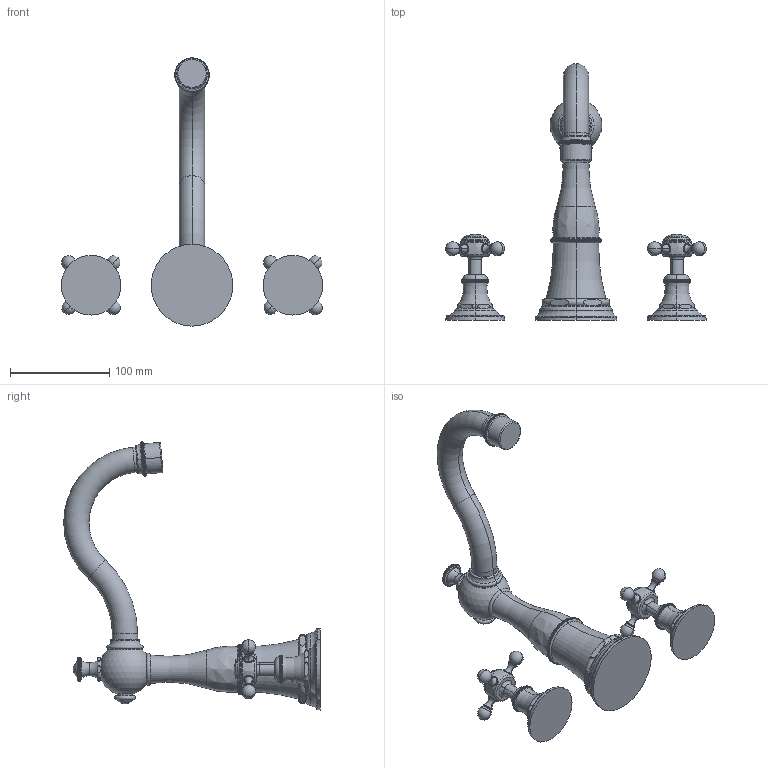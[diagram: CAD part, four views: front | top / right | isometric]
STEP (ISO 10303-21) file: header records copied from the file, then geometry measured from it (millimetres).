
FILE_DESCRIPTION((''),'2;1');
FILE_NAME('3-1766','2021-03-12T11:25:40',('jinson.thomas'),(''),'CREO PARAMETRIC BY PTC INC, 2018400','CREO PARAMETRIC BY PTC INC, 2018400','');
FILE_SCHEMA(('CONFIG_CONTROL_DESIGN'));
Length unit declared in the file: inch
Products named in the file (1): 3-1766
Bounding box: 263.27 x 258.34 x 270.03 mm (x, y, z)
Volume: 659283.1 mm3; surface area: 97195.5 mm2
Topology: 3 solids, 3 shells, 1185 faces, 2002 edges, 1262 vertices
Faces by surface type: plane 893, torus 178, cylinder 50, cone 26, sphere 26, bspline 12
Entity records: 40844 total; most frequent: CARTESIAN_POINT 19751, DIRECTION 3978, ORIENTED_EDGE 3956, EDGE_CURVE 1978, AXIS2_PLACEMENT_3D 1743, EDGE_LOOP 1648, VERTEX_POINT 1262, FACE_OUTER_BOUND 1185
